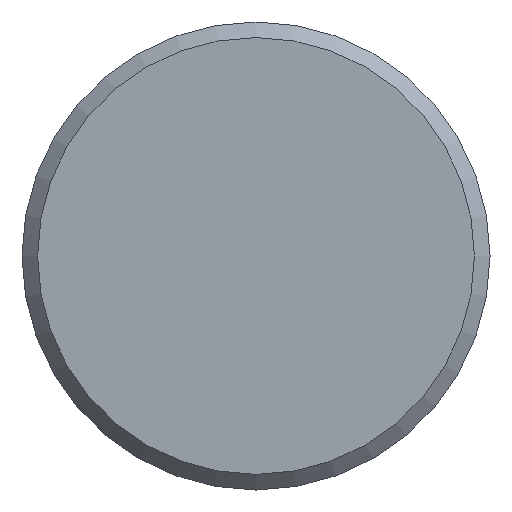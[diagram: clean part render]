
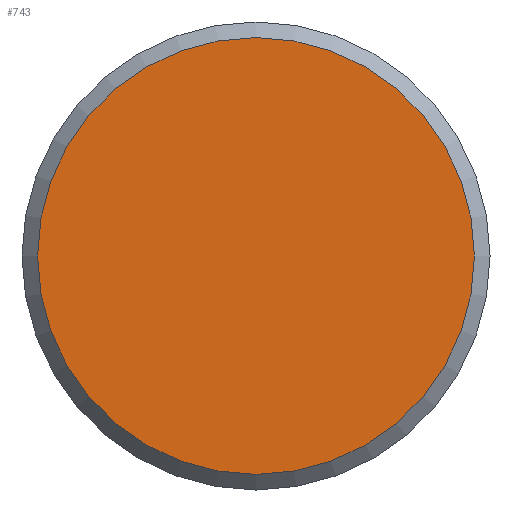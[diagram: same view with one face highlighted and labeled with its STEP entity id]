
A CAD part, front view. The second image highlights one B-rep face of the part: STEP entity #743.
In plain terms, the highlighted planar face has unit normal (0, -1, 0).
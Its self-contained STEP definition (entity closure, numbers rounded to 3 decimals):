
#38=PLANE('',#816);
#64=FACE_OUTER_BOUND('',#113,.T.);
#113=EDGE_LOOP('',(#486));
#240=CIRCLE('',#817,14.);
#306=VERTEX_POINT('',#1258);
#376=EDGE_CURVE('',#306,#306,#240,.T.);
#486=ORIENTED_EDGE('',*,*,#376,.T.);
#743=ADVANCED_FACE('',(#64),#38,.T.);
#816=AXIS2_PLACEMENT_3D('',#1257,#939,#940);
#817=AXIS2_PLACEMENT_3D('',#1259,#941,#942);
#939=DIRECTION('center_axis',(0.,-1.,0.));
#940=DIRECTION('ref_axis',(0.,0.,-1.));
#941=DIRECTION('center_axis',(0.,-1.,0.));
#942=DIRECTION('ref_axis',(1.,0.,0.));
#1257=CARTESIAN_POINT('Origin',(7.,0.,0.));
#1258=CARTESIAN_POINT('',(-14.,0.,0.));
#1259=CARTESIAN_POINT('Origin',(0.,0.,
0.));
